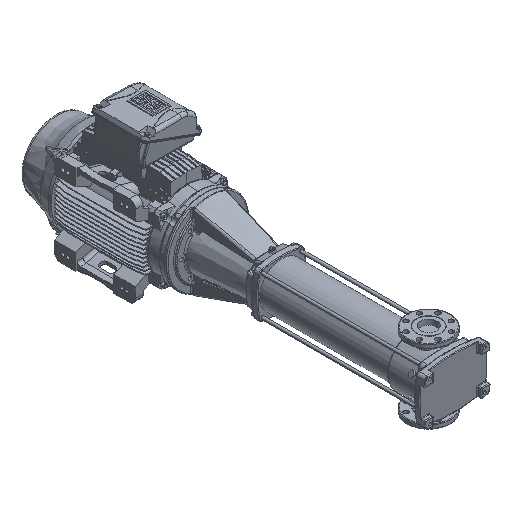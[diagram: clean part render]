
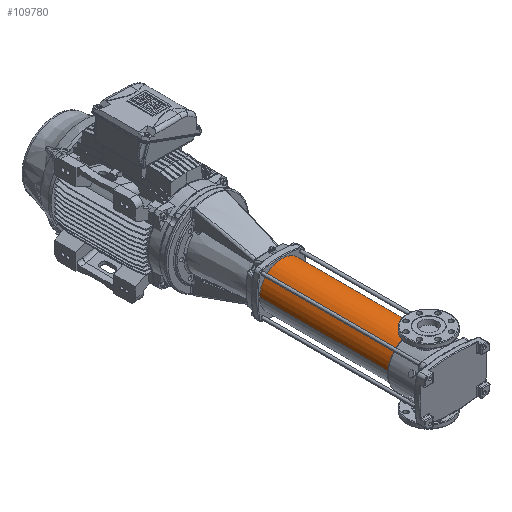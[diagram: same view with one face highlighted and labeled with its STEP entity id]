
A CAD part, isometric view. The second image highlights one B-rep face of the part: STEP entity #109780.
In plain terms, the highlighted cylindrical face has radius 108 mm (diameter 216 mm), a partial arc.
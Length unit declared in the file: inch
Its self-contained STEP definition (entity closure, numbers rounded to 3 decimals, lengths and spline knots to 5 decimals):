
#1238 = DIRECTION ( 'NONE',  ( 0., -1., 0. ) ) ;
#6054 = AXIS2_PLACEMENT_3D ( 'NONE', #42135, #1238, #29751 ) ;
#7962 = EDGE_LOOP ( 'NONE', ( #149998, #122971, #27526, #68263 ) ) ;
#9850 = CARTESIAN_POINT ( 'NONE',  ( 0., 27.57087, 4.25197 ) ) ;
#10185 = VERTEX_POINT ( 'NONE', #43559 ) ;
#12325 = EDGE_CURVE ( 'NONE', #91156, #100467, #53939, .T. ) ;
#17770 = LINE ( 'NONE', #161363, #116738 ) ;
#19673 = DIRECTION ( 'NONE',  ( 0., 0., 1. ) ) ;
#27526 = ORIENTED_EDGE ( 'NONE', *, *, #110410, .T. ) ;
#29751 = DIRECTION ( 'NONE',  ( 0., 0., 1. ) ) ;
#32079 = LINE ( 'NONE', #150913, #160897 ) ;
#33434 = AXIS2_PLACEMENT_3D ( 'NONE', #105216, #163225, #19673 ) ;
#42135 = CARTESIAN_POINT ( 'NONE',  ( 0., 27.57087, 0. ) ) ;
#43559 = CARTESIAN_POINT ( 'NONE',  ( 0., 27.57087, -4.25197 ) ) ;
#50660 = CARTESIAN_POINT ( 'NONE',  ( 0., 2.55906, 0. ) ) ;
#51639 = CIRCLE ( 'NONE', #6054, 4.25197 ) ;
#53939 = CIRCLE ( 'NONE', #75205, 4.25197 ) ;
#63982 = DIRECTION ( 'NONE',  ( 0., 1., 0. ) ) ;
#68263 = ORIENTED_EDGE ( 'NONE', *, *, #128642, .T. ) ;
#75205 = AXIS2_PLACEMENT_3D ( 'NONE', #50660, #63982, #139080 ) ;
#90035 = DIRECTION ( 'NONE',  ( 0., 1., 0. ) ) ;
#91156 = VERTEX_POINT ( 'NONE', #119415 ) ;
#100467 = VERTEX_POINT ( 'NONE', #168744 ) ;
#105216 = CARTESIAN_POINT ( 'NONE',  ( 0., 2.55906, 0. ) ) ;
#106161 = FACE_OUTER_BOUND ( 'NONE', #7962, .T. ) ;
#109780 = ADVANCED_FACE ( 'NONE', ( #106161 ), #133774, .T. ) ;
#110410 = EDGE_CURVE ( 'NONE', #100467, #173989, #32079, .T. ) ;
#116738 = VECTOR ( 'NONE', #175640, 39.37008 ) ;
#119415 = CARTESIAN_POINT ( 'NONE',  ( 0., 2.55906, -4.25197 ) ) ;
#121634 = EDGE_CURVE ( 'NONE', #91156, #10185, #17770, .T. ) ;
#122971 = ORIENTED_EDGE ( 'NONE', *, *, #12325, .T. ) ;
#128642 = EDGE_CURVE ( 'NONE', #173989, #10185, #51639, .T. ) ;
#133774 = CYLINDRICAL_SURFACE ( 'NONE', #33434, 4.25197 ) ;
#139080 = DIRECTION ( 'NONE',  ( 0., 0., 1. ) ) ;
#149998 = ORIENTED_EDGE ( 'NONE', *, *, #121634, .F. ) ;
#150913 = CARTESIAN_POINT ( 'NONE',  ( 0., 2.55906, 4.25197 ) ) ;
#160897 = VECTOR ( 'NONE', #90035, 39.37008 ) ;
#161363 = CARTESIAN_POINT ( 'NONE',  ( 0., 2.55906, -4.25197 ) ) ;
#163225 = DIRECTION ( 'NONE',  ( 0., 1., 0. ) ) ;
#168744 = CARTESIAN_POINT ( 'NONE',  ( 0., 2.55906, 4.25197 ) ) ;
#173989 = VERTEX_POINT ( 'NONE', #9850 ) ;
#175640 = DIRECTION ( 'NONE',  ( 0., 1., 0. ) ) ;
